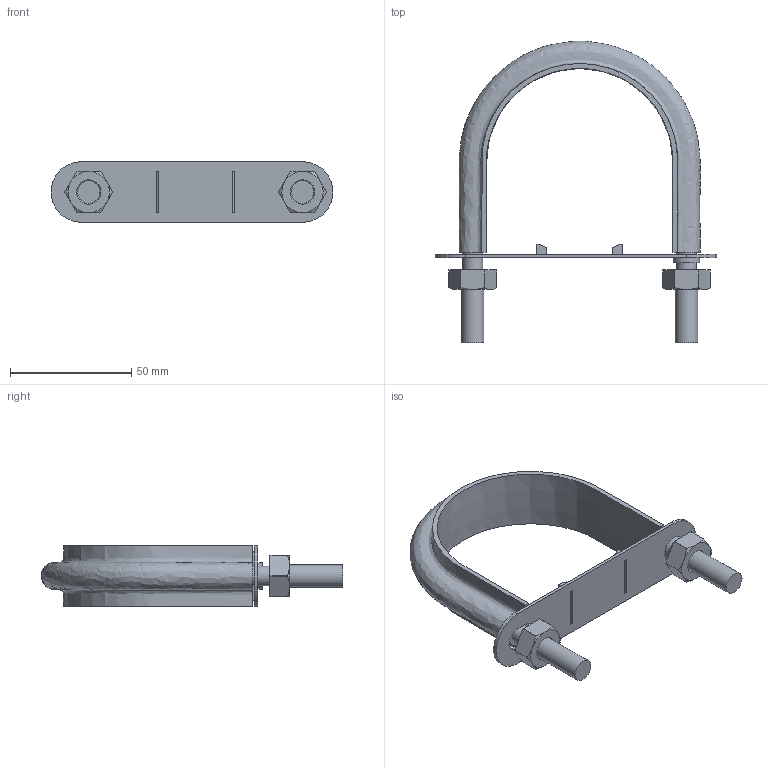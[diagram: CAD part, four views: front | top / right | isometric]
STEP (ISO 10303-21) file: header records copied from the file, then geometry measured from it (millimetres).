
FILE_DESCRIPTION( ( 'STEP AP203' ), '1' );
FILE_NAME( '75SU.step', '2022-07-05T10:27:39', ( ' ' ), ( ' ' ), 'XStep 1.0', ' ', ' ' );
FILE_SCHEMA( ( 'CONFIG_CONTROL_DESIGN' ) );
Length unit declared in the file: millimetre
Products named in the file (5): 1; 2; 3; 4; 5
Bounding box: 116 x 124.2 x 25 mm (x, y, z)
Volume: 52378.2 mm3; surface area: 29716.5 mm2
Topology: 5 solids, 5 shells, 110 faces, 252 edges, 159 vertices
Faces by surface type: plane 67, cylinder 24, cone 16, bspline 2, extrusion 1
Full cylindrical faces by diameter (mm): 8.2 x2, 8.376 x2, 9.2 x2, 10 x1, 10.8 x1
Entity records: 4136 total; most frequent: CARTESIAN_POINT 1545, DIRECTION 489, ORIENTED_EDGE 464, EDGE_CURVE 232, AXIS2_PLACEMENT_3D 188, VERTEX_POINT 152, EDGE_LOOP 138, FACE_OUTER_BOUND 119
